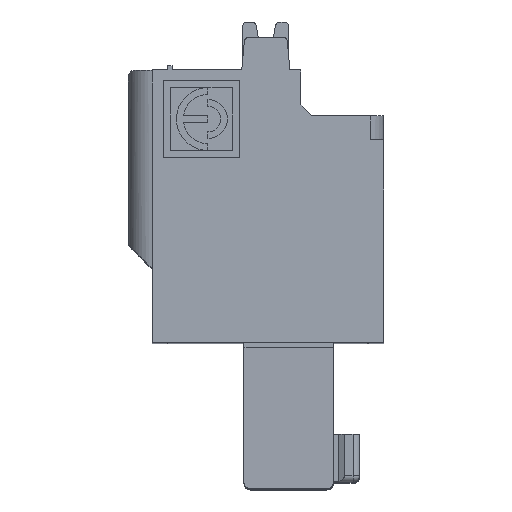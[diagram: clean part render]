
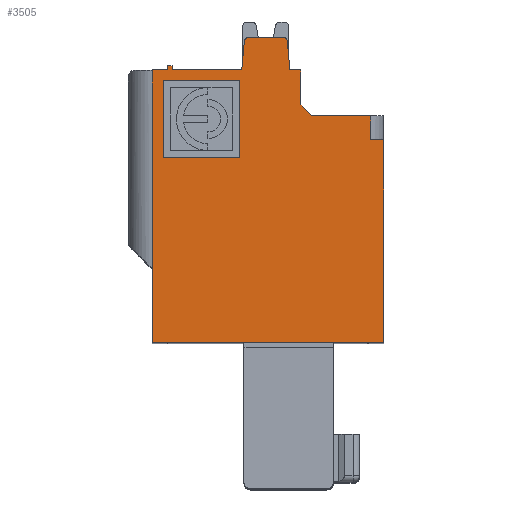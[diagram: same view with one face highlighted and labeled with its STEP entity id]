
A CAD part, top view. The second image highlights one B-rep face of the part: STEP entity #3505.
In plain terms, the highlighted planar face has unit normal (0, 0, 1).
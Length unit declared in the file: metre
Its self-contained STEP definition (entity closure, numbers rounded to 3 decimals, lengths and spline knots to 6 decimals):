
#3505=ADVANCED_FACE('',(#8104,#8105),#8106,.F.);
#4131=EDGE_CURVE('',#9084,#9063,#9085,.T.);
#8104=FACE_BOUND('',#13706,.T.);
#8105=FACE_OUTER_BOUND('',#13707,.T.);
#8106=PLANE('',#13708);
#8598=VERTEX_POINT('',#14693);
#8671=VERTEX_POINT('',#14806);
#8688=VERTEX_POINT('',#14831);
#8703=VERTEX_POINT('',#14856);
#8706=VERTEX_POINT('',#14861);
#8710=VERTEX_POINT('',#14867);
#8724=VERTEX_POINT('',#14887);
#9015=VERTEX_POINT('',#15508);
#9063=VERTEX_POINT('',#15587);
#9084=VERTEX_POINT('',#15624);
#9085=LINE('',#15625,#15626);
#11168=VERTEX_POINT('',#20182);
#13706=EDGE_LOOP('',(#27686,#27687,#27688,#27689));
#13707=EDGE_LOOP('',(#27690,#27691,#27692,#27693,#27694,#27695,#27696,#27697,#27698,#27699,#27700,#27701,#27702,#27703,#27704,#27705,#27706,#27707,#27708));
#13708=AXIS2_PLACEMENT_3D('',#27709,#27710,#27711);
#14693=CARTESIAN_POINT('',(0.1007,0.0127,-0.19951));
#14806=CARTESIAN_POINT('',(0.1007,0.0125,-0.19951));
#14831=CARTESIAN_POINT('',(0.104215,0.013817,-0.19951));
#14856=CARTESIAN_POINT('',(0.1041,0.0125,-0.19951));
#14861=CARTESIAN_POINT('',(0.1009,0.0125,-0.19951));
#14867=CARTESIAN_POINT('',(0.1009,0.0127,-0.19951));
#14887=CARTESIAN_POINT('',(0.106185,0.013817,-0.19951));
#15508=CARTESIAN_POINT('',(0.11,0.0093,-0.19951));
#15587=CARTESIAN_POINT('',(0.1106,0.0093,-0.19951));
#15624=CARTESIAN_POINT('',(0.1106,0.,-0.19951));
#15625=CARTESIAN_POINT('',(0.1106,0.,-0.19951));
#15626=VECTOR('',#28373,1.0);
#20182=CARTESIAN_POINT('',(0.1063,0.0125,-0.19951));
#27686=ORIENTED_EDGE('',*,*,#29720,.T.);
#27687=ORIENTED_EDGE('',*,*,#29778,.T.);
#27688=ORIENTED_EDGE('',*,*,#31255,.T.);
#27689=ORIENTED_EDGE('',*,*,#31256,.T.);
#27690=ORIENTED_EDGE('',*,*,#31245,.T.);
#27691=ORIENTED_EDGE('',*,*,#29349,.T.);
#27692=ORIENTED_EDGE('',*,*,#31257,.F.);
#27693=ORIENTED_EDGE('',*,*,#31258,.T.);
#27694=ORIENTED_EDGE('',*,*,#29560,.T.);
#27695=ORIENTED_EDGE('',*,*,#31259,.T.);
#27696=ORIENTED_EDGE('',*,*,#29499,.T.);
#27697=ORIENTED_EDGE('',*,*,#29503,.T.);
#27698=ORIENTED_EDGE('',*,*,#31260,.F.);
#27699=ORIENTED_EDGE('',*,*,#29530,.T.);
#27700=ORIENTED_EDGE('',*,*,#31261,.F.);
#27701=ORIENTED_EDGE('',*,*,#29470,.F.);
#27702=ORIENTED_EDGE('',*,*,#29554,.F.);
#27703=ORIENTED_EDGE('',*,*,#31253,.F.);
#27704=ORIENTED_EDGE('',*,*,#29328,.T.);
#27705=ORIENTED_EDGE('',*,*,#4131,.T.);
#27706=ORIENTED_EDGE('',*,*,#29808,.F.);
#27707=ORIENTED_EDGE('',*,*,#29785,.F.);
#27708=ORIENTED_EDGE('',*,*,#31248,.F.);
#27709=CARTESIAN_POINT('',(0.114572,0.033759,-0.19951));
#27710=DIRECTION('',(0.0,0.,-1.0));
#27711=DIRECTION('',(-1.0,0.0,0.0));
#28373=DIRECTION('',(0.0,1.0,0.));
#29328=EDGE_CURVE('',#31452,#9084,#31453,.T.);
#29349=EDGE_CURVE('',#31492,#31490,#31493,.T.);
#29470=EDGE_CURVE('',#8671,#8598,#31640,.T.);
#29499=EDGE_CURVE('',#31685,#8688,#31686,.T.);
#29503=EDGE_CURVE('',#8688,#8703,#31690,.T.);
#29530=EDGE_CURVE('',#8706,#8710,#31728,.T.);
#29554=EDGE_CURVE('',#31752,#8671,#31754,.T.);
#29560=EDGE_CURVE('',#8724,#31759,#31761,.T.);
#29720=EDGE_CURVE('',#31991,#31989,#31992,.T.);
#29778=EDGE_CURVE('',#31989,#32057,#32059,.T.);
#29785=EDGE_CURVE('',#32065,#9015,#32067,.T.);
#29808=EDGE_CURVE('',#9015,#9063,#32092,.T.);
#31245=EDGE_CURVE('',#33838,#31492,#33840,.T.);
#31248=EDGE_CURVE('',#33838,#32065,#33843,.T.);
#31253=EDGE_CURVE('',#31452,#31752,#33848,.T.);
#31255=EDGE_CURVE('',#32057,#33850,#33851,.T.);
#31256=EDGE_CURVE('',#33850,#31991,#33852,.T.);
#31257=EDGE_CURVE('',#11168,#31490,#33853,.T.);
#31258=EDGE_CURVE('',#11168,#8724,#33854,.T.);
#31259=EDGE_CURVE('',#31759,#31685,#33855,.T.);
#31260=EDGE_CURVE('',#8706,#8703,#33856,.T.);
#31261=EDGE_CURVE('',#8598,#8710,#33857,.T.);
#31452=VERTEX_POINT('',#34127);
#31453=LINE('',#34128,#34129);
#31490=VERTEX_POINT('',#34197);
#31492=VERTEX_POINT('',#34200);
#31493=LINE('',#34201,#34202);
#31640=LINE('',#34419,#34420);
#31685=VERTEX_POINT('',#34481);
#31686=CIRCLE('',#34482,0.0002);
#31690=LINE('',#34487,#34488);
#31728=LINE('',#34541,#34542);
#31752=VERTEX_POINT('',#34581);
#31754=LINE('',#34584,#34585);
#31759=VERTEX_POINT('',#34592);
#31761=CIRCLE('',#34595,0.0002);
#31989=VERTEX_POINT('',#34941);
#31991=VERTEX_POINT('',#34944);
#31992=LINE('',#34945,#34946);
#32057=VERTEX_POINT('',#35036);
#32059=LINE('',#35039,#35040);
#32065=VERTEX_POINT('',#35047);
#32067=LINE('',#35050,#35051);
#32092=LINE('',#35087,#35088);
#33838=VERTEX_POINT('',#37482);
#33840=LINE('',#37485,#37486);
#33843=LINE('',#37490,#37491);
#33848=LINE('',#37497,#37498);
#33850=VERTEX_POINT('',#37500);
#33851=LINE('',#37501,#37502);
#33852=LINE('',#37503,#37504);
#33853=LINE('',#37505,#37506);
#33854=LINE('',#37507,#37508);
#33855=LINE('',#37509,#37510);
#33856=LINE('',#37511,#37512);
#33857=LINE('',#37513,#37514);
#34127=CARTESIAN_POINT('',(0.1,0.,-0.19951));
#34128=CARTESIAN_POINT('',(0.096699,0.,-0.19951));
#34129=VECTOR('',#37720,1.0);
#34197=CARTESIAN_POINT('',(0.106811,0.0125,-0.19951));
#34200=CARTESIAN_POINT('',(0.106811,0.010896,-0.19951));
#34201=CARTESIAN_POINT('',(0.106811,0.033759,-0.19951));
#34202=VECTOR('',#37732,1.0);
#34419=CARTESIAN_POINT('',(0.1007,0.0125,-0.19951));
#34420=VECTOR('',#37827,1.0);
#34481=CARTESIAN_POINT('',(0.104414,0.014,-0.19951));
#34482=AXIS2_PLACEMENT_3D('',#37860,#37861,#37862);
#34487=CARTESIAN_POINT('',(0.104215,0.013817,-0.19951));
#34488=VECTOR('',#37864,1.0);
#34541=CARTESIAN_POINT('',(0.1009,0.0125,-0.19951));
#34542=VECTOR('',#37889,1.0);
#34581=CARTESIAN_POINT('',(0.1,0.0125,-0.19951));
#34584=CARTESIAN_POINT('',(0.1,0.0125,-0.19951));
#34585=VECTOR('',#37924,1.0);
#34592=CARTESIAN_POINT('',(0.105985,0.014,-0.19951));
#34595=AXIS2_PLACEMENT_3D('',#37931,#37932,#37933);
#34941=CARTESIAN_POINT('',(0.104,0.0085,-0.19951));
#34944=CARTESIAN_POINT('',(0.104,0.012,-0.19951));
#34945=CARTESIAN_POINT('',(0.104,0.033759,-0.19951));
#34946=VECTOR('',#38079,1.0);
#35036=CARTESIAN_POINT('',(0.1005,0.0085,-0.19951));
#35039=CARTESIAN_POINT('',(0.114072,0.0085,-0.19951));
#35040=VECTOR('',#38115,1.0);
#35047=CARTESIAN_POINT('',(0.11,0.0104,-0.19951));
#35050=CARTESIAN_POINT('',(0.11,0.0125,-0.19951));
#35051=VECTOR('',#38121,1.0);
#35087=CARTESIAN_POINT('',(0.11,0.0093,-0.19951));
#35088=VECTOR('',#38133,1.0);
#37482=CARTESIAN_POINT('',(0.107307,0.0104,-0.19951));
#37485=CARTESIAN_POINT('',(0.099267,0.01844,-0.19951));
#37486=VECTOR('',#39194,1.0);
#37490=CARTESIAN_POINT('',(0.114572,0.0104,-0.19951));
#37491=VECTOR('',#39196,1.0);
#37497=CARTESIAN_POINT('',(0.1,0.0118,-0.19951));
#37498=VECTOR('',#39198,1.0);
#37500=CARTESIAN_POINT('',(0.1005,0.012,-0.19951));
#37501=CARTESIAN_POINT('',(0.1005,0.033759,-0.19951));
#37502=VECTOR('',#39199,1.0);
#37503=CARTESIAN_POINT('',(0.114072,0.012,-0.19951));
#37504=VECTOR('',#39200,1.0);
#37505=CARTESIAN_POINT('',(0.1063,0.0125,-0.19951));
#37506=VECTOR('',#39201,1.0);
#37507=CARTESIAN_POINT('',(0.1063,0.0125,-0.19951));
#37508=VECTOR('',#39202,1.0);
#37509=CARTESIAN_POINT('',(0.104475,0.014,-0.19951));
#37510=VECTOR('',#39203,1.0);
#37511=CARTESIAN_POINT('',(0.1009,0.0125,-0.19951));
#37512=VECTOR('',#39204,1.0);
#37513=CARTESIAN_POINT('',(0.1007,0.0127,-0.19951));
#37514=VECTOR('',#39205,1.0);
#37720=DIRECTION('',(1.0,0.0,0.0));
#37732=DIRECTION('',(0.,1.0,0.));
#37827=DIRECTION('',(0.0,1.0,0.));
#37860=CARTESIAN_POINT('',(0.104414,0.0138,-0.19951));
#37861=DIRECTION('',(0.0,0.,1.0));
#37862=DIRECTION('',(0.0,1.0,0.));
#37864=DIRECTION('',(-0.087,-0.996,0.));
#37889=DIRECTION('',(0.0,1.0,0.));
#37924=DIRECTION('',(1.0,0.0,0.0));
#37931=CARTESIAN_POINT('',(0.105985,0.0138,-0.19951));
#37932=DIRECTION('',(0.,0.,1.0));
#37933=DIRECTION('',(0.996,0.087,0.));
#38079=DIRECTION('',(0.,-1.0,0.));
#38115=DIRECTION('',(-1.0,0.,0.));
#38121=DIRECTION('',(0.0,-1.0,0.));
#38133=DIRECTION('',(1.0,0.0,0.0));
#39194=DIRECTION('',(-0.707,0.707,0.));
#39196=DIRECTION('',(1.0,0.,0.));
#39198=DIRECTION('',(0.0,1.0,0.));
#39199=DIRECTION('',(0.,1.0,0.));
#39200=DIRECTION('',(1.0,0.,0.));
#39201=DIRECTION('',(1.0,0.0,0.0));
#39202=DIRECTION('',(-0.087,0.996,0.));
#39203=DIRECTION('',(-1.0,-0.0,0.0));
#39204=DIRECTION('',(1.0,0.0,0.0));
#39205=DIRECTION('',(1.0,0.0,0.0));
